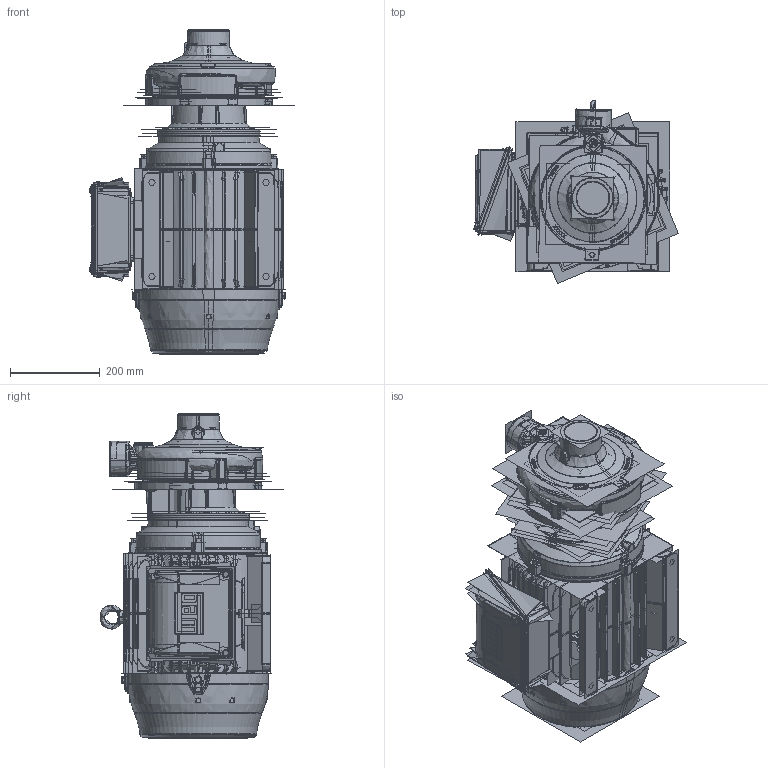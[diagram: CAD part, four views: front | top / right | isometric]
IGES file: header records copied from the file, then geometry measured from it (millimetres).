
Start section:  PTC IGES file: 87233495-00_asm.igs
Global section: file name: 87233495-00_asm.igs; native system: Creo Parametric by PTC Inc.; preprocessor: 2019224; author: santl04; organization: Unknown; date: 20210219.114520; units: millimetre
Bounding box: 455.92 x 408.06 x 722.4 mm (x, y, z)
Volume: 98166327.1 mm3; surface area: 35473892.9 mm2
Topology: 7 solids, 22 shells, 9616 faces, 53588 edges, 70582 vertices
Faces by surface type: bspline 6522, revolution 3074, extrusion 20
